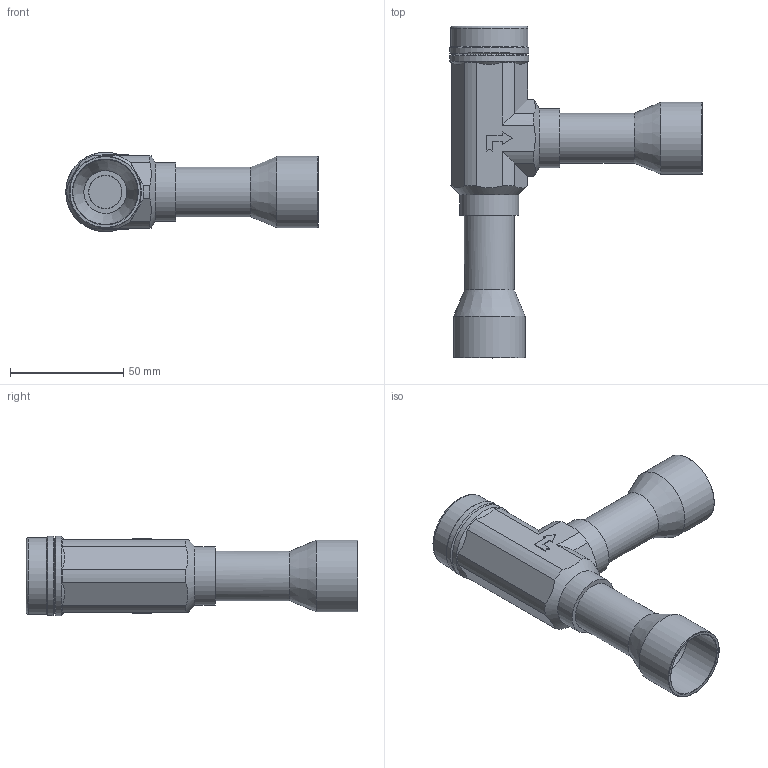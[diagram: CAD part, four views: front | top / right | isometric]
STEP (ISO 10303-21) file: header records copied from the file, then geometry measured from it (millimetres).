
FILE_DESCRIPTION(('TFLEX Exchange Step'),'2;1');
FILE_NAME('020-2060R.stp', '2024-09-17T15:11:45+03:00',('RUCO3026'),('Unknown organisation'),'TFLEX Exchange 2022.1','T-FLEX CAD','Unknown authorisation');
FILE_SCHEMA( ('AUTOMOTIVE_DESIGN { 1 0 10303 214 1 1 1 1 }') );
Length unit declared in the file: millimetre
Products named in the file (1): Nodes
Bounding box: 111.5 x 146.5 x 35 mm (x, y, z)
Volume: 68079.9 mm3; surface area: 37935.8 mm2
Topology: 1 solids, 2 shells, 116 faces, 327 edges, 224 vertices
Faces by surface type: plane 53, cylinder 37, cone 19, torus 7
Full cylindrical faces by diameter (mm): 11.5 x1, 19 x2, 22 x2, 26 x2, 26.7 x1, 27 x1, 28 x1, 28.5 x1, 28.7 x2, 31.7 x2, 34 x1, 35 x2
Entity records: 4796 total; most frequent: CARTESIAN_POINT 1695, ORIENTED_EDGE 654, DIRECTION 653, EDGE_CURVE 327, AXIS2_PLACEMENT_3D 253, VERTEX_POINT 224, VECTOR 147, LINE 147
